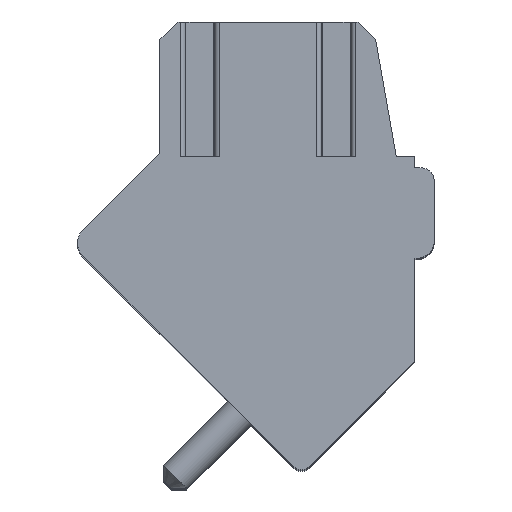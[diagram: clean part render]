
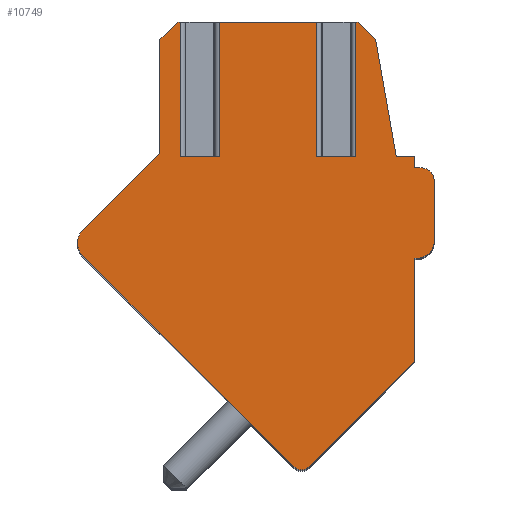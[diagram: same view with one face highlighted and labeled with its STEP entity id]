
A CAD part, top view. The second image highlights one B-rep face of the part: STEP entity #10749.
In plain terms, the highlighted planar face has unit normal (0, 0, 1).
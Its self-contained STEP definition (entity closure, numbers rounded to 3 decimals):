
#1821=DIRECTION('',(0.707,-0.707,0.));
#1822=VECTOR('',#1821,8.2);
#1823=CARTESIAN_POINT('',(-4.761,0.072,1.75));
#1824=LINE('',#1823,#1822);
#2083=DIRECTION('',(1.,0.,0.));
#2084=VECTOR('',#2083,1.07);
#2085=CARTESIAN_POINT('',(1.673,2.8,1.75));
#2086=LINE('',#2085,#2084);
#2087=DIRECTION('',(0.,1.,0.));
#2088=VECTOR('',#2087,3.7);
#2089=CARTESIAN_POINT('',(2.743,2.8,1.75));
#2090=LINE('',#2089,#2088);
#2091=DIRECTION('',(-1.,0.,0.));
#2092=VECTOR('',#2091,0.068);
#2093=CARTESIAN_POINT('',(2.811,6.5,1.75));
#2094=LINE('',#2093,#2092);
#2095=DIRECTION('',(-0.707,0.707,0.));
#2096=VECTOR('',#2095,0.677);
#2097=CARTESIAN_POINT('',(3.29,6.021,1.75));
#2098=LINE('',#2097,#2096);
#2099=DIRECTION('',(-0.174,0.985,0.));
#2100=VECTOR('',#2099,3.271);
#2101=CARTESIAN_POINT('',(3.858,2.8,1.75));
#2102=LINE('',#2101,#2100);
#2103=DIRECTION('',(-1.,0.,0.));
#2104=VECTOR('',#2103,0.5);
#2105=CARTESIAN_POINT('',(4.358,2.8,1.75));
#2106=LINE('',#2105,#2104);
#2107=DIRECTION('',(0.,1.,0.));
#2108=VECTOR('',#2107,0.3);
#2109=CARTESIAN_POINT('',(4.358,2.5,1.75));
#2110=LINE('',#2109,#2108);
#2111=DIRECTION('',(-1.,0.,0.));
#2112=VECTOR('',#2111,0.15);
#2113=CARTESIAN_POINT('',(4.508,2.5,1.75));
#2114=LINE('',#2113,#2112);
#2115=CARTESIAN_POINT('',(4.508,2.1,1.75));
#2116=DIRECTION('',(0.,0.,1.));
#2117=DIRECTION('',(1.,0.,0.));
#2118=AXIS2_PLACEMENT_3D('',#2115,#2116,#2117);
#2120=DIRECTION('',(0.,1.,0.));
#2121=VECTOR('',#2120,1.6);
#2122=CARTESIAN_POINT('',(4.908,0.5,1.75));
#2123=LINE('',#2122,#2121);
#2124=CARTESIAN_POINT('',(4.408,0.5,1.75));
#2125=DIRECTION('',(0.,0.,1.));
#2126=DIRECTION('',(0.,-1.,0.));
#2127=AXIS2_PLACEMENT_3D('',#2124,#2125,#2126);
#2129=DIRECTION('',(1.,0.,0.));
#2130=VECTOR('',#2129,0.05);
#2131=CARTESIAN_POINT('',(4.358,0.,1.75));
#2132=LINE('',#2131,#2130);
#2133=DIRECTION('',(0.,1.,0.));
#2134=VECTOR('',#2133,2.83);
#2135=CARTESIAN_POINT('',(4.358,-2.83,1.75));
#2136=LINE('',#2135,#2134);
#2137=DIRECTION('',(0.707,0.707,0.));
#2138=VECTOR('',#2137,4.096);
#2139=CARTESIAN_POINT('',(1.461,-5.727,1.75));
#2140=LINE('',#2139,#2138);
#2141=CARTESIAN_POINT('',(1.249,-5.515,1.75));
#2142=DIRECTION('',(0.,0.,1.));
#2143=DIRECTION('',(-0.707,-0.707,0.));
#2144=AXIS2_PLACEMENT_3D('',#2141,#2142,#2143);
#2146=CARTESIAN_POINT('',(-4.408,0.425,1.75));
#2147=DIRECTION('',(0.,0.,1.));
#2148=DIRECTION('',(-0.707,0.707,0.));
#2149=AXIS2_PLACEMENT_3D('',#2146,#2147,#2148);
#2151=DIRECTION('',(-0.707,-0.707,0.));
#2152=VECTOR('',#2151,2.997);
#2153=CARTESIAN_POINT('',(-2.642,2.898,1.75));
#2154=LINE('',#2153,#2152);
#2155=DIRECTION('',(0.,-1.,0.));
#2156=VECTOR('',#2155,3.111);
#2157=CARTESIAN_POINT('',(-2.642,6.009,1.75));
#2158=LINE('',#2157,#2156);
#2159=DIRECTION('',(-0.707,-0.707,0.));
#2160=VECTOR('',#2159,0.694);
#2161=CARTESIAN_POINT('',(-2.151,6.5,1.75));
#2162=LINE('',#2161,#2160);
#2163=DIRECTION('',(-1.,0.,0.));
#2164=VECTOR('',#2163,0.074);
#2165=CARTESIAN_POINT('',(-2.077,6.5,1.75));
#2166=LINE('',#2165,#2164);
#2167=DIRECTION('',(0.,1.,0.));
#2168=VECTOR('',#2167,3.7);
#2169=CARTESIAN_POINT('',(-2.077,2.8,1.75));
#2170=LINE('',#2169,#2168);
#2171=DIRECTION('',(1.,0.,0.));
#2172=VECTOR('',#2171,1.07);
#2173=CARTESIAN_POINT('',(-2.077,2.8,1.75));
#2174=LINE('',#2173,#2172);
#2175=DIRECTION('',(0.,1.,0.));
#2176=VECTOR('',#2175,3.7);
#2177=CARTESIAN_POINT('',(-1.007,2.8,1.75));
#2178=LINE('',#2177,#2176);
#2179=DIRECTION('',(-1.,0.,0.));
#2180=VECTOR('',#2179,2.68);
#2181=CARTESIAN_POINT('',(1.673,6.5,1.75));
#2182=LINE('',#2181,#2180);
#2183=DIRECTION('',(0.,1.,0.));
#2184=VECTOR('',#2183,3.7);
#2185=CARTESIAN_POINT('',(1.673,2.8,1.75));
#2186=LINE('',#2185,#2184);
#6319=CARTESIAN_POINT('',(1.673,2.8,1.75));
#6320=CARTESIAN_POINT('',(2.743,2.8,1.75));
#6321=VERTEX_POINT('',#6319);
#6322=VERTEX_POINT('',#6320);
#6323=CARTESIAN_POINT('',(2.743,6.5,1.75));
#6324=VERTEX_POINT('',#6323);
#6325=CARTESIAN_POINT('',(1.673,6.5,1.75));
#6326=VERTEX_POINT('',#6325);
#6339=CARTESIAN_POINT('',(-2.077,2.8,1.75));
#6340=CARTESIAN_POINT('',(-1.007,2.8,1.75));
#6341=VERTEX_POINT('',#6339);
#6342=VERTEX_POINT('',#6340);
#6343=CARTESIAN_POINT('',(-1.007,6.5,1.75));
#6344=VERTEX_POINT('',#6343);
#6345=CARTESIAN_POINT('',(-2.077,6.5,1.75));
#6346=VERTEX_POINT('',#6345);
#6437=CARTESIAN_POINT('',(1.037,-5.727,1.75));
#6438=CARTESIAN_POINT('',(1.461,-5.727,1.75));
#6439=VERTEX_POINT('',#6437);
#6440=VERTEX_POINT('',#6438);
#6441=CARTESIAN_POINT('',(4.358,-2.83,1.75));
#6442=VERTEX_POINT('',#6441);
#6443=CARTESIAN_POINT('',(4.358,0.,1.75));
#6444=VERTEX_POINT('',#6443);
#6445=CARTESIAN_POINT('',(4.408,0.,1.75));
#6446=VERTEX_POINT('',#6445);
#6447=CARTESIAN_POINT('',(4.908,0.5,1.75));
#6448=VERTEX_POINT('',#6447);
#6449=CARTESIAN_POINT('',(4.908,2.1,1.75));
#6450=VERTEX_POINT('',#6449);
#6451=CARTESIAN_POINT('',(4.508,2.5,1.75));
#6452=VERTEX_POINT('',#6451);
#6453=CARTESIAN_POINT('',(4.358,2.5,1.75));
#6454=VERTEX_POINT('',#6453);
#6455=CARTESIAN_POINT('',(4.358,2.8,1.75));
#6456=VERTEX_POINT('',#6455);
#6457=CARTESIAN_POINT('',(3.858,2.8,1.75));
#6458=VERTEX_POINT('',#6457);
#6459=CARTESIAN_POINT('',(3.29,6.021,1.75));
#6460=VERTEX_POINT('',#6459);
#6461=CARTESIAN_POINT('',(2.811,6.5,1.75));
#6462=VERTEX_POINT('',#6461);
#6463=CARTESIAN_POINT('',(-2.151,6.5,1.75));
#6464=CARTESIAN_POINT('',(-2.642,6.009,1.75));
#6465=VERTEX_POINT('',#6463);
#6466=VERTEX_POINT('',#6464);
#6467=CARTESIAN_POINT('',(-4.761,0.779,1.75));
#6468=CARTESIAN_POINT('',(-4.761,0.072,1.75));
#6469=VERTEX_POINT('',#6467);
#6470=VERTEX_POINT('',#6468);
#6475=CARTESIAN_POINT('',(-2.642,2.898,1.75));
#6477=VERTEX_POINT('',#6475);
#10706=CARTESIAN_POINT('',(0.,0.,1.75));
#10707=DIRECTION('',(0.,0.,1.));
#10708=DIRECTION('',(1.,0.,0.));
#10709=AXIS2_PLACEMENT_3D('',#10706,#10707,#10708);
#10710=PLANE('',#10709);
#10712=ORIENTED_EDGE('',*,*,#10711,.T.);
#10714=ORIENTED_EDGE('',*,*,#10713,.T.);
#10715=ORIENTED_EDGE('',*,*,#8267,.F.);
#10716=ORIENTED_EDGE('',*,*,#8471,.F.);
#10717=ORIENTED_EDGE('',*,*,#8485,.F.);
#10718=ORIENTED_EDGE('',*,*,#8499,.F.);
#10719=ORIENTED_EDGE('',*,*,#8568,.F.);
#10720=ORIENTED_EDGE('',*,*,#8584,.F.);
#10721=ORIENTED_EDGE('',*,*,#9204,.F.);
#10722=ORIENTED_EDGE('',*,*,#9321,.F.);
#10723=ORIENTED_EDGE('',*,*,#9438,.F.);
#10724=ORIENTED_EDGE('',*,*,#9555,.F.);
#10725=ORIENTED_EDGE('',*,*,#9679,.F.);
#10726=ORIENTED_EDGE('',*,*,#10349,.F.);
#10727=ORIENTED_EDGE('',*,*,#10495,.F.);
#10728=ORIENTED_EDGE('',*,*,#10400,.F.);
#10730=ORIENTED_EDGE('',*,*,#10729,.F.);
#10732=ORIENTED_EDGE('',*,*,#10731,.F.);
#10734=ORIENTED_EDGE('',*,*,#10733,.F.);
#10736=ORIENTED_EDGE('',*,*,#10735,.F.);
#10737=ORIENTED_EDGE('',*,*,#8299,.F.);
#10739=ORIENTED_EDGE('',*,*,#10738,.F.);
#10741=ORIENTED_EDGE('',*,*,#10740,.T.);
#10743=ORIENTED_EDGE('',*,*,#10742,.T.);
#10744=ORIENTED_EDGE('',*,*,#8283,.F.);
#10746=ORIENTED_EDGE('',*,*,#10745,.F.);
#10747=EDGE_LOOP('',(#10712,#10714,#10715,#10716,#10717,#10718,#10719,#10720,
#10721,#10722,#10723,#10724,#10725,#10726,#10727,#10728,#10730,#10732,#10734,
#10736,#10737,#10739,#10741,#10743,#10744,#10746));
#10748=FACE_OUTER_BOUND('',#10747,.F.);
#2119=CIRCLE('',#2118,0.4);
#2128=CIRCLE('',#2127,0.5);
#2145=CIRCLE('',#2144,0.3);
#2150=CIRCLE('',#2149,0.5);
#8267=EDGE_CURVE('',#6462,#6324,#2094,.T.);
#8283=EDGE_CURVE('',#6326,#6344,#2182,.T.);
#8299=EDGE_CURVE('',#6346,#6465,#2166,.T.);
#8471=EDGE_CURVE('',#6460,#6462,#2098,.T.);
#8485=EDGE_CURVE('',#6458,#6460,#2102,.T.);
#8499=EDGE_CURVE('',#6456,#6458,#2106,.T.);
#8568=EDGE_CURVE('',#6454,#6456,#2110,.T.);
#8584=EDGE_CURVE('',#6452,#6454,#2114,.T.);
#9204=EDGE_CURVE('',#6450,#6452,#2119,.T.);
#9321=EDGE_CURVE('',#6448,#6450,#2123,.T.);
#9438=EDGE_CURVE('',#6446,#6448,#2128,.T.);
#9555=EDGE_CURVE('',#6444,#6446,#2132,.T.);
#9679=EDGE_CURVE('',#6442,#6444,#2136,.T.);
#10349=EDGE_CURVE('',#6440,#6442,#2140,.T.);
#10400=EDGE_CURVE('',#6470,#6439,#1824,.T.);
#10495=EDGE_CURVE('',#6439,#6440,#2145,.T.);
#10711=EDGE_CURVE('',#6321,#6322,#2086,.T.);
#10713=EDGE_CURVE('',#6322,#6324,#2090,.T.);
#10729=EDGE_CURVE('',#6469,#6470,#2150,.T.);
#10731=EDGE_CURVE('',#6477,#6469,#2154,.T.);
#10733=EDGE_CURVE('',#6466,#6477,#2158,.T.);
#10735=EDGE_CURVE('',#6465,#6466,#2162,.T.);
#10738=EDGE_CURVE('',#6341,#6346,#2170,.T.);
#10740=EDGE_CURVE('',#6341,#6342,#2174,.T.);
#10742=EDGE_CURVE('',#6342,#6344,#2178,.T.);
#10745=EDGE_CURVE('',#6321,#6326,#2186,.T.);
#10749=ADVANCED_FACE('',(#10748),#10710,.T.);
